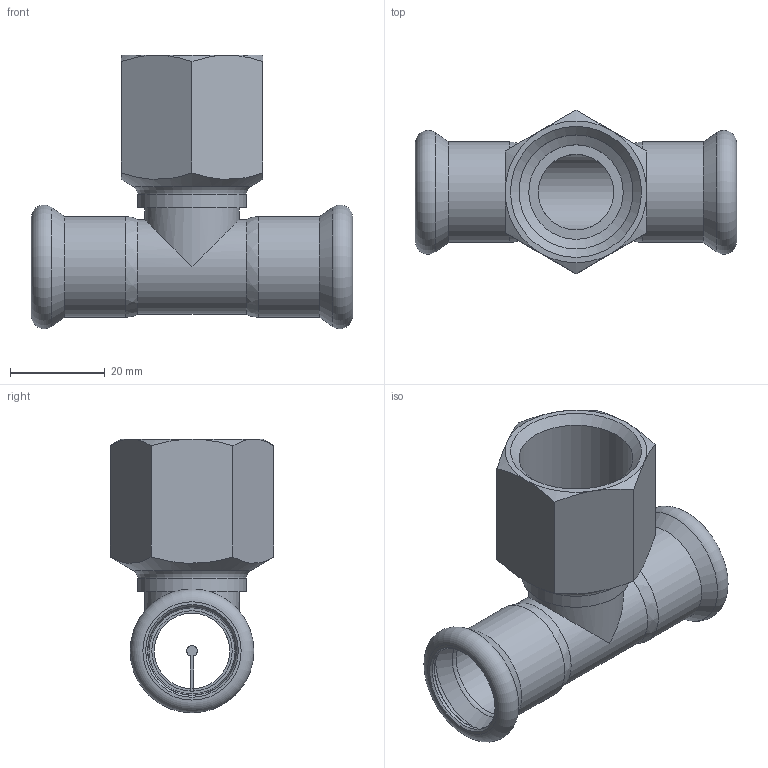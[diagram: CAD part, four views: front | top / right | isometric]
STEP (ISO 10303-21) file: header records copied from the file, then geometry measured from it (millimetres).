
FILE_DESCRIPTION(/* description */ (''),/* implementation_level */ '2;1');
FILE_NAME(/* name */ '34054.stp',/* time_stamp */ '2014-04-01T20:27:15+02:00',/* author */ ('bruh'),/* organization */ (''),/* preprocessor_version */ 'ST-DEVELOPER v15.2',/* originating_system */ 'Autodesk Inventor 2014',/* authorisation */ '');
FILE_SCHEMA (('AUTOMOTIVE_DESIGN { 1 0 10303 214 3 1 1 }'));
Length unit declared in the file: millimetre
Products named in the file (4): 401391; 900022; 101560; 34054
Bounding box: 68 x 34.64 x 57.9 mm (x, y, z)
Volume: 18091.3 mm3; surface area: 16527.5 mm2
Topology: 4 solids, 4 shells, 68 faces, 148 edges, 91 vertices
Faces by surface type: plane 25, cylinder 17, cone 17, torus 7, bspline 2
Full cylindrical faces by diameter (mm): 16 x2, 17 x2, 18.2 x2, 18.8 x2, 20 x3, 21.3 x2, 23 x1, 24.117 x1
Entity records: 1299 total; most frequent: CARTESIAN_POINT 259, DIRECTION 214, ORIENTED_EDGE 156, AXIS2_PLACEMENT_3D 100, EDGE_LOOP 81, EDGE_CURVE 78, VERTEX_POINT 61, ADVANCED_FACE 48
